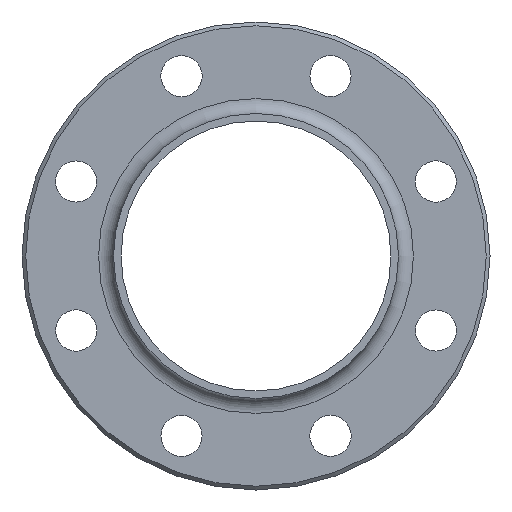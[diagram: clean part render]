
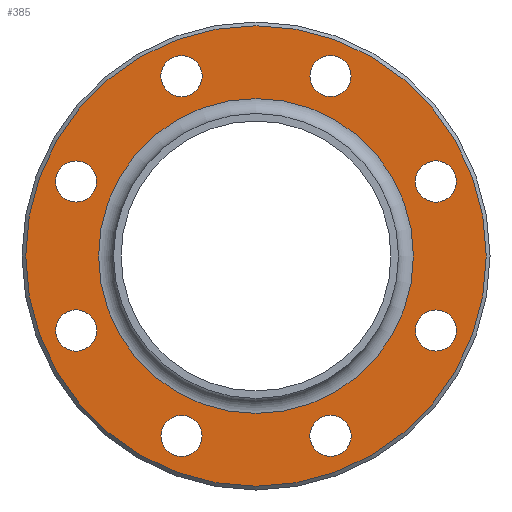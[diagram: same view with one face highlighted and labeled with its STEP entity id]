
A CAD part, left-side view. The second image highlights one B-rep face of the part: STEP entity #385.
In plain terms, the highlighted planar face has unit normal (-1, 0, 0).
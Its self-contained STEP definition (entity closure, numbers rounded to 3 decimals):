
#21=PLANE('',#435);
#40=FACE_BOUND('',#121,.T.);
#41=FACE_BOUND('',#122,.T.);
#42=FACE_BOUND('',#123,.T.);
#43=FACE_BOUND('',#124,.T.);
#44=FACE_BOUND('',#125,.T.);
#45=FACE_BOUND('',#126,.T.);
#46=FACE_BOUND('',#127,.T.);
#47=FACE_BOUND('',#128,.T.);
#48=FACE_BOUND('',#129,.T.);
#82=FACE_OUTER_BOUND('',#120,.T.);
#120=EDGE_LOOP('',(#290));
#121=EDGE_LOOP('',(#291));
#122=EDGE_LOOP('',(#292));
#123=EDGE_LOOP('',(#293));
#124=EDGE_LOOP('',(#294));
#125=EDGE_LOOP('',(#295));
#126=EDGE_LOOP('',(#296));
#127=EDGE_LOOP('',(#297));
#128=EDGE_LOOP('',(#298));
#129=EDGE_LOOP('',(#299));
#164=CIRCLE('',#402,5.5);
#166=CIRCLE('',#405,5.5);
#168=CIRCLE('',#408,5.5);
#170=CIRCLE('',#411,5.5);
#172=CIRCLE('',#414,5.5);
#174=CIRCLE('',#417,5.5);
#176=CIRCLE('',#420,5.5);
#178=CIRCLE('',#423,5.5);
#184=CIRCLE('',#433,61.5);
#186=CIRCLE('',#436,42.05);
#198=VERTEX_POINT('',#585);
#200=VERTEX_POINT('',#590);
#202=VERTEX_POINT('',#595);
#204=VERTEX_POINT('',#600);
#206=VERTEX_POINT('',#605);
#208=VERTEX_POINT('',#610);
#210=VERTEX_POINT('',#615);
#212=VERTEX_POINT('',#620);
#218=VERTEX_POINT('',#636);
#220=VERTEX_POINT('',#641);
#232=EDGE_CURVE('',#198,#198,#164,.T.);
#234=EDGE_CURVE('',#200,#200,#166,.T.);
#236=EDGE_CURVE('',#202,#202,#168,.T.);
#238=EDGE_CURVE('',#204,#204,#170,.T.);
#240=EDGE_CURVE('',#206,#206,#172,.T.);
#242=EDGE_CURVE('',#208,#208,#174,.T.);
#244=EDGE_CURVE('',#210,#210,#176,.T.);
#246=EDGE_CURVE('',#212,#212,#178,.T.);
#252=EDGE_CURVE('',#218,#218,#184,.T.);
#254=EDGE_CURVE('',#220,#220,#186,.T.);
#290=ORIENTED_EDGE('',*,*,#252,.F.);
#291=ORIENTED_EDGE('',*,*,#232,.T.);
#292=ORIENTED_EDGE('',*,*,#234,.T.);
#293=ORIENTED_EDGE('',*,*,#236,.T.);
#294=ORIENTED_EDGE('',*,*,#238,.T.);
#295=ORIENTED_EDGE('',*,*,#240,.T.);
#296=ORIENTED_EDGE('',*,*,#242,.T.);
#297=ORIENTED_EDGE('',*,*,#244,.T.);
#298=ORIENTED_EDGE('',*,*,#246,.T.);
#299=ORIENTED_EDGE('',*,*,#254,.T.);
#385=ADVANCED_FACE('',(#82,#40,#41,#42,#43,#44,#45,#46,#47,#48),#21,.T.);
#402=AXIS2_PLACEMENT_3D('',#586,#465,#466);
#405=AXIS2_PLACEMENT_3D('',#591,#471,#472);
#408=AXIS2_PLACEMENT_3D('',#596,#477,#478);
#411=AXIS2_PLACEMENT_3D('',#601,#483,#484);
#414=AXIS2_PLACEMENT_3D('',#606,#489,#490);
#417=AXIS2_PLACEMENT_3D('',#611,#495,#496);
#420=AXIS2_PLACEMENT_3D('',#616,#501,#502);
#423=AXIS2_PLACEMENT_3D('',#621,#507,#508);
#433=AXIS2_PLACEMENT_3D('',#637,#527,#528);
#435=AXIS2_PLACEMENT_3D('',#640,#531,#532);
#436=AXIS2_PLACEMENT_3D('',#642,#533,#534);
#465=DIRECTION('center_axis',(1.,0.,0.));
#466=DIRECTION('ref_axis',(0.,-0.707,-0.707));
#471=DIRECTION('center_axis',(1.,0.,0.));
#472=DIRECTION('ref_axis',(0.,-1.,0.));
#477=DIRECTION('center_axis',(1.,0.,0.));
#478=DIRECTION('ref_axis',(0.,-0.707,0.707));
#483=DIRECTION('center_axis',(1.,0.,0.));
#484=DIRECTION('ref_axis',(0.,0.,1.));
#489=DIRECTION('center_axis',(1.,0.,0.));
#490=DIRECTION('ref_axis',(0.,0.707,0.707));
#495=DIRECTION('center_axis',(1.,0.,0.));
#496=DIRECTION('ref_axis',(0.,1.,0.));
#501=DIRECTION('center_axis',(1.,0.,0.));
#502=DIRECTION('ref_axis',(0.,0.707,-0.707));
#507=DIRECTION('center_axis',(1.,0.,0.));
#508=DIRECTION('ref_axis',(0.,0.,-1.));
#527=DIRECTION('center_axis',(1.,0.,0.));
#528=DIRECTION('ref_axis',(0.,-1.,0.));
#531=DIRECTION('center_axis',(-1.,0.,0.));
#532=DIRECTION('ref_axis',(0.,0.,1.));
#533=DIRECTION('center_axis',(1.,0.,0.));
#534=DIRECTION('ref_axis',(0.,1.,0.));
#585=CARTESIAN_POINT('',(44.,-16.01,-44.153));
#586=CARTESIAN_POINT('Origin',(44.,-19.9,-48.042));
#590=CARTESIAN_POINT('',(44.,-42.542,-19.9));
#591=CARTESIAN_POINT('Origin',(44.,-48.042,-19.9));
#595=CARTESIAN_POINT('',(44.,-44.153,16.01));
#596=CARTESIAN_POINT('Origin',(44.,-48.042,19.9));
#600=CARTESIAN_POINT('',(44.,-19.9,42.542));
#601=CARTESIAN_POINT('Origin',(44.,-19.9,48.042));
#605=CARTESIAN_POINT('',(44.,16.01,44.153));
#606=CARTESIAN_POINT('Origin',(44.,19.9,48.042));
#610=CARTESIAN_POINT('',(44.,42.542,19.9));
#611=CARTESIAN_POINT('Origin',(44.,48.042,19.9));
#615=CARTESIAN_POINT('',(44.,44.153,-16.01));
#616=CARTESIAN_POINT('Origin',(44.,48.042,-19.9));
#620=CARTESIAN_POINT('',(44.,19.9,-42.542));
#621=CARTESIAN_POINT('Origin',(44.,19.9,-48.042));
#636=CARTESIAN_POINT('',(44.,61.5,0.));
#637=CARTESIAN_POINT('Origin',(44.,0.,0.));
#640=CARTESIAN_POINT('Origin',(44.,52.275,0.));
#641=CARTESIAN_POINT('',(44.,42.05,0.));
#642=CARTESIAN_POINT('Origin',(44.,0.,0.));
